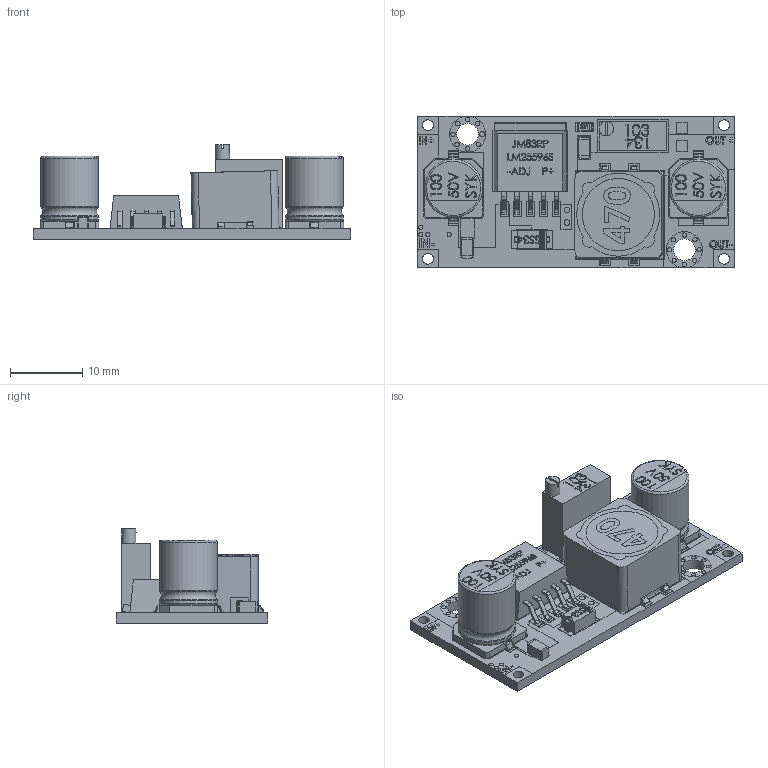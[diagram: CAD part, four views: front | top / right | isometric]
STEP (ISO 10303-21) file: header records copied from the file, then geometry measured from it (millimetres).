
FILE_DESCRIPTION(/* description */ (''),/* implementation_level */ '2;1');
FILE_NAME(/* name */ 'LM2596.step',/* time_stamp */ '2019-12-06T17:24:42-06:00',/* author */ (''),/* organization */ (''),/* preprocessor_version */ 'ST-DEVELOPER v18',/* originating_system */ 'Autodesk Translation Framework v8.12.0.6',/* authorisation */ '');
FILE_SCHEMA (('AUTOMOTIVE_DESIGN { 1 0 10303 214 3 1 1 }'));
Length unit declared in the file: millimetre
Products named in the file (1): (Unsaved)
Bounding box: 44 x 21 x 13.11 mm (x, y, z)
Volume: 4281.7 mm3; surface area: 3927.2 mm2
Topology: 13 solids, 13 shells, 1041 faces, 3263 edges, 2443 vertices
Faces by surface type: plane 810, cylinder 152, bspline 34, torus 26, cone 11, sphere 8
Full cylindrical faces by diameter (mm): 0.6 x4, 0.8 x2, 1.5 x4, 2 x1, 3 x2, 8 x4
Entity records: 56564 total; most frequent: CARTESIAN_POINT 26201, ORIENTED_EDGE 6496, DIRECTION 5326, EDGE_CURVE 3248, VERTEX_POINT 2443, LINE 2196, VECTOR 2196, AXIS2_PLACEMENT_3D 1565
